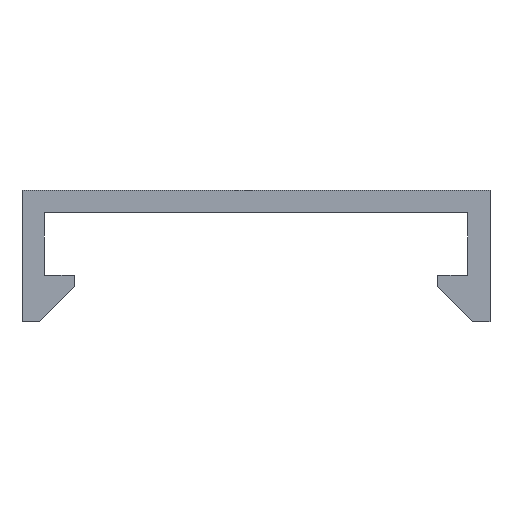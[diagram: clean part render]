
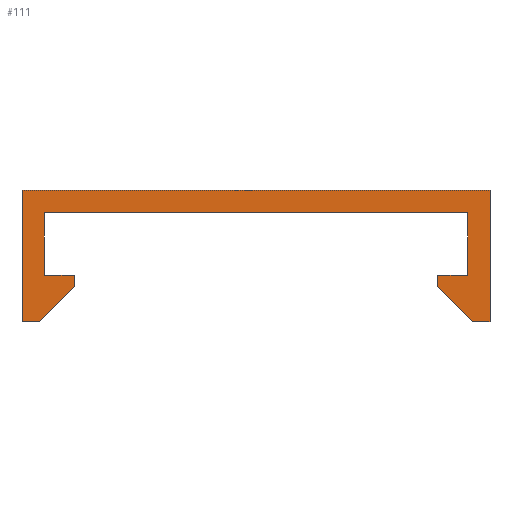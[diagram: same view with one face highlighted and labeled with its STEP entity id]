
A CAD part, front view. The second image highlights one B-rep face of the part: STEP entity #111.
In plain terms, the highlighted planar face has unit normal (0, -1, 0).
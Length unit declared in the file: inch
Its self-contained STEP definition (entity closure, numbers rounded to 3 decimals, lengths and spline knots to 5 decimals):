
#111=ADVANCED_FACE('',(#143),#127,.T.);
#127=PLANE('',#414);
#143=FACE_OUTER_BOUND('',#159,.T.);
#159=EDGE_LOOP('',(#230,#231,#232,#233,#234,#235,#236,#237,#238,#239,#240,
#241,#242,#243));
#230=ORIENTED_EDGE('',*,*,#272,.F.);
#231=ORIENTED_EDGE('',*,*,#312,.T.);
#232=ORIENTED_EDGE('',*,*,#309,.F.);
#233=ORIENTED_EDGE('',*,*,#306,.F.);
#234=ORIENTED_EDGE('',*,*,#303,.T.);
#235=ORIENTED_EDGE('',*,*,#300,.F.);
#236=ORIENTED_EDGE('',*,*,#297,.T.);
#237=ORIENTED_EDGE('',*,*,#294,.T.);
#238=ORIENTED_EDGE('',*,*,#291,.F.);
#239=ORIENTED_EDGE('',*,*,#288,.F.);
#240=ORIENTED_EDGE('',*,*,#285,.T.);
#241=ORIENTED_EDGE('',*,*,#282,.T.);
#242=ORIENTED_EDGE('',*,*,#279,.T.);
#243=ORIENTED_EDGE('',*,*,#276,.F.);
#244=VERTEX_POINT('',#493);
#245=VERTEX_POINT('',#494);
#248=VERTEX_POINT('',#502);
#250=VERTEX_POINT('',#508);
#252=VERTEX_POINT('',#514);
#254=VERTEX_POINT('',#520);
#256=VERTEX_POINT('',#526);
#258=VERTEX_POINT('',#532);
#260=VERTEX_POINT('',#538);
#262=VERTEX_POINT('',#544);
#264=VERTEX_POINT('',#550);
#266=VERTEX_POINT('',#556);
#268=VERTEX_POINT('',#562);
#270=VERTEX_POINT('',#568);
#272=EDGE_CURVE('',#244,#245,#314,.T.);
#276=EDGE_CURVE('',#245,#248,#318,.T.);
#279=EDGE_CURVE('',#250,#248,#321,.T.);
#282=EDGE_CURVE('',#252,#250,#324,.T.);
#285=EDGE_CURVE('',#254,#252,#327,.T.);
#288=EDGE_CURVE('',#254,#256,#330,.T.);
#291=EDGE_CURVE('',#256,#258,#333,.T.);
#294=EDGE_CURVE('',#260,#258,#336,.T.);
#297=EDGE_CURVE('',#262,#260,#339,.T.);
#300=EDGE_CURVE('',#262,#264,#342,.T.);
#303=EDGE_CURVE('',#266,#264,#345,.T.);
#306=EDGE_CURVE('',#266,#268,#348,.T.);
#309=EDGE_CURVE('',#268,#270,#351,.T.);
#312=EDGE_CURVE('',#244,#270,#354,.T.);
#314=LINE('',#492,#356);
#318=LINE('',#501,#360);
#321=LINE('',#507,#363);
#324=LINE('',#513,#366);
#327=LINE('',#519,#369);
#330=LINE('',#525,#372);
#333=LINE('',#531,#375);
#336=LINE('',#537,#378);
#339=LINE('',#543,#381);
#342=LINE('',#549,#384);
#345=LINE('',#555,#387);
#348=LINE('',#561,#390);
#351=LINE('',#567,#393);
#354=LINE('',#573,#396);
#356=VECTOR('',#417,1.);
#360=VECTOR('',#423,1.);
#363=VECTOR('',#428,1.);
#366=VECTOR('',#433,1.);
#369=VECTOR('',#438,1.);
#372=VECTOR('',#443,1.);
#375=VECTOR('',#448,1.);
#378=VECTOR('',#453,1.);
#381=VECTOR('',#458,1.);
#384=VECTOR('',#463,1.);
#387=VECTOR('',#468,1.);
#390=VECTOR('',#473,1.);
#393=VECTOR('',#478,1.);
#396=VECTOR('',#483,1.);
#414=AXIS2_PLACEMENT_3D('',#577,#489,#490);
#417=DIRECTION('',(0.,0.,-1.));
#423=DIRECTION('',(-0.707,0.,-0.707));
#428=DIRECTION('',(1.,0.,0.));
#433=DIRECTION('',(0.,0.,-1.));
#438=DIRECTION('',(-1.,0.,0.));
#443=DIRECTION('',(0.,0.,-1.));
#448=DIRECTION('',(-1.,0.,0.));
#453=DIRECTION('',(0.707,0.,-0.707));
#458=DIRECTION('',(0.,0.,-1.));
#463=DIRECTION('',(1.,0.,0.));
#468=DIRECTION('',(0.,0.,-1.));
#473=DIRECTION('',(-1.,0.,0.));
#478=DIRECTION('',(0.,0.,-1.));
#483=DIRECTION('',(-1.,0.,0.));
#489=DIRECTION('',(0.,-1.,0.));
#490=DIRECTION('',(0.,0.,-1.));
#492=CARTESIAN_POINT('',(-0.485,0.,0.853));
#493=CARTESIAN_POINT('',(-0.485,0.,0.853));
#494=CARTESIAN_POINT('',(-0.485,0.,0.823));
#501=CARTESIAN_POINT('',(-0.485,0.,0.823));
#502=CARTESIAN_POINT('',(-0.579,0.,0.729));
#507=CARTESIAN_POINT('',(-0.625,0.,0.729));
#508=CARTESIAN_POINT('',(-0.625,0.,0.729));
#513=CARTESIAN_POINT('',(-0.625,0.,1.079));
#514=CARTESIAN_POINT('',(-0.625,0.,1.079));
#519=CARTESIAN_POINT('',(0.625,0.,1.079));
#520=CARTESIAN_POINT('',(0.625,0.,1.079));
#525=CARTESIAN_POINT('',(0.625,0.,1.079));
#526=CARTESIAN_POINT('',(0.625,0.,0.729));
#531=CARTESIAN_POINT('',(0.625,0.,0.729));
#532=CARTESIAN_POINT('',(0.579,0.,0.729));
#537=CARTESIAN_POINT('',(0.485,0.,0.823));
#538=CARTESIAN_POINT('',(0.485,0.,0.823));
#543=CARTESIAN_POINT('',(0.485,0.,0.853));
#544=CARTESIAN_POINT('',(0.485,0.,0.853));
#549=CARTESIAN_POINT('',(0.485,0.,0.853));
#550=CARTESIAN_POINT('',(0.565,0.,0.853));
#555=CARTESIAN_POINT('',(0.565,0.,1.019));
#556=CARTESIAN_POINT('',(0.565,0.,1.019));
#561=CARTESIAN_POINT('',(0.565,0.,1.019));
#562=CARTESIAN_POINT('',(-0.565,0.,1.019));
#567=CARTESIAN_POINT('',(-0.565,0.,1.019));
#568=CARTESIAN_POINT('',(-0.565,0.,0.853));
#573=CARTESIAN_POINT('',(-0.485,0.,0.853));
#577=CARTESIAN_POINT('',(-0.485,0.,0.729));
